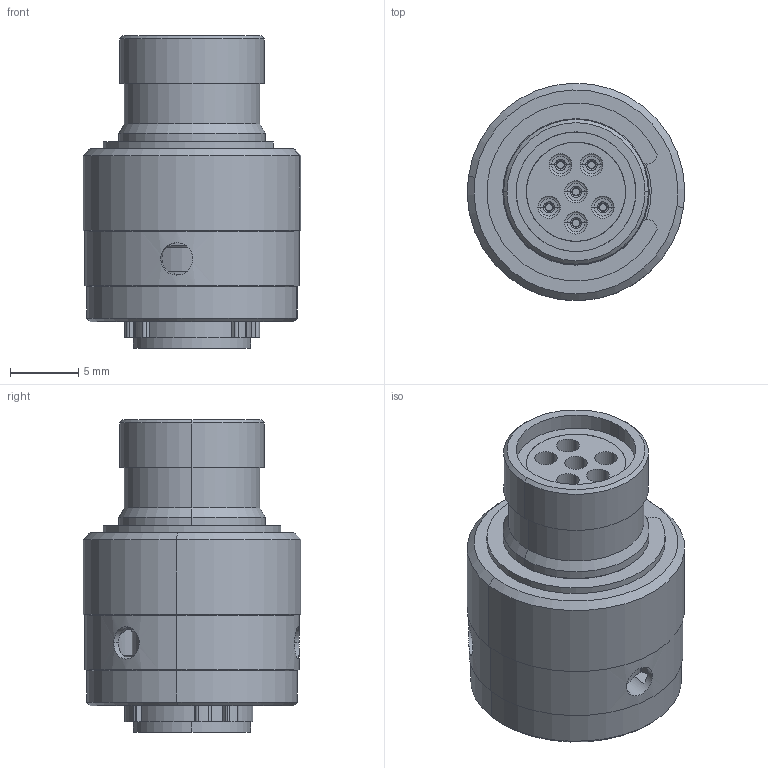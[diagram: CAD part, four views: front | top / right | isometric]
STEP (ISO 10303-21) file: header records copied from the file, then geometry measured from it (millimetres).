
FILE_DESCRIPTION (( 'STEP AP214' ), '1' );
FILE_NAME ('AS607-35SA.STEP', '2020-01-13T11:16:29', ( 'TE Connectivity' ), ( 'TE Connectivity' ), 'SwSTEP 2.0', 'SolidWorks 2016', '' );
FILE_SCHEMA (( 'AUTOMOTIVE_DESIGN' ));
Length unit declared in the file: millimetre
Products named in the file (1): AS607-35SA
Bounding box: 15.99 x 15.99 x 23 mm (x, y, z)
Volume: 2965.5 mm3; surface area: 5603.5 mm2
Topology: 8 solids, 8 shells, 775 faces, 1814 edges, 1112 vertices
Faces by surface type: cylinder 301, plane 170, torus 160, cone 132, bspline 12
Entity records: 35579 total; most frequent: CARTESIAN_POINT 8771, DIRECTION 4130, ORIENTED_EDGE 3628, EDGE_CURVE 1814, AXIS2_PLACEMENT_3D 1784, VERTEX_POINT 1112, CIRCLE 1020, EDGE_LOOP 880
